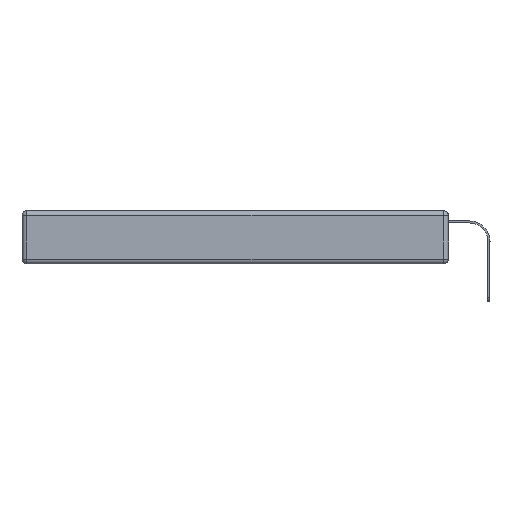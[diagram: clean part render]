
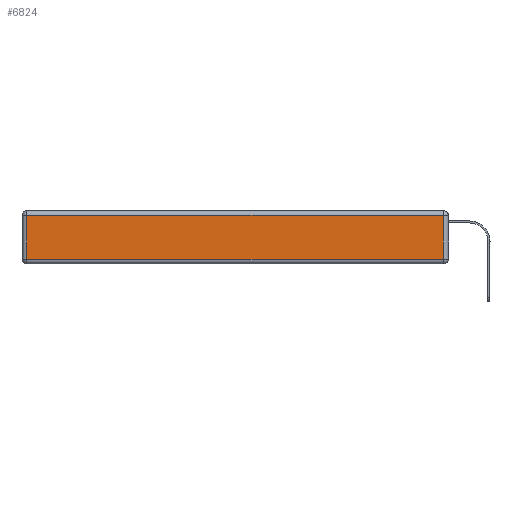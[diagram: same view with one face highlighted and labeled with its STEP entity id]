
A CAD part, left-side view. The second image highlights one B-rep face of the part: STEP entity #6824.
In plain terms, the highlighted planar face has unit normal (-1, 0, 0).
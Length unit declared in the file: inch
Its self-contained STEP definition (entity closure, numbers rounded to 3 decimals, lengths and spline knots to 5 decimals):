
#90 = DIRECTION ( 'NONE',  ( -1., 0., 0. ) ) ;
#724 = CARTESIAN_POINT ( 'NONE',  ( 0., 2.72, -0.343 ) ) ;
#1147 = EDGE_CURVE ( 'NONE', #11914, #7515, #7551, .T. ) ;
#1783 = ORIENTED_EDGE ( 'NONE', *, *, #9781, .T. ) ;
#3003 = CARTESIAN_POINT ( 'NONE',  ( 0., 0., -0.343 ) ) ;
#3222 = VERTEX_POINT ( 'NONE', #6389 ) ;
#3861 = CARTESIAN_POINT ( 'NONE',  ( 0., 0.03, -0.03 ) ) ;
#3953 = DIRECTION ( 'NONE',  ( 0., 0., 1. ) ) ;
#4600 = EDGE_LOOP ( 'NONE', ( #10268, #8838, #1783, #6287 ) ) ;
#5006 = LINE ( 'NONE', #12423, #9603 ) ;
#5384 = DIRECTION ( 'NONE',  ( 0., 0., -1. ) ) ;
#5389 = VERTEX_POINT ( 'NONE', #12215 ) ;
#5697 = EDGE_CURVE ( 'NONE', #5389, #11914, #9884, .T. ) ;
#6287 = ORIENTED_EDGE ( 'NONE', *, *, #7065, .T. ) ;
#6389 = CARTESIAN_POINT ( 'NONE',  ( 0., 2.72, -0.03 ) ) ;
#6824 = ADVANCED_FACE ( 'NONE', ( #8451 ), #9694, .T. ) ;
#7065 = EDGE_CURVE ( 'NONE', #3222, #5389, #7467, .T. ) ;
#7467 = LINE ( 'NONE', #724, #11974 ) ;
#7494 = DIRECTION ( 'NONE',  ( 0., 0., 1. ) ) ;
#7515 = VERTEX_POINT ( 'NONE', #3861 ) ;
#7551 = LINE ( 'NONE', #9580, #11595 ) ;
#7682 = DIRECTION ( 'NONE',  ( 0., 1., 0. ) ) ;
#7972 = DIRECTION ( 'NONE',  ( 0., -1., 0. ) ) ;
#8451 = FACE_OUTER_BOUND ( 'NONE', #4600, .T. ) ;
#8838 = ORIENTED_EDGE ( 'NONE', *, *, #1147, .T. ) ;
#8917 = CARTESIAN_POINT ( 'NONE',  ( 0., 0., -0.313 ) ) ;
#9362 = AXIS2_PLACEMENT_3D ( 'NONE', #3003, #90, #3953 ) ;
#9373 = VECTOR ( 'NONE', #7972, 39.37008 ) ;
#9580 = CARTESIAN_POINT ( 'NONE',  ( 0., 0.03, -0.343 ) ) ;
#9603 = VECTOR ( 'NONE', #7682, 39.37008 ) ;
#9694 = PLANE ( 'NONE',  #9362 ) ;
#9781 = EDGE_CURVE ( 'NONE', #7515, #3222, #5006, .T. ) ;
#9884 = LINE ( 'NONE', #8917, #9373 ) ;
#10268 = ORIENTED_EDGE ( 'NONE', *, *, #5697, .T. ) ;
#11470 = CARTESIAN_POINT ( 'NONE',  ( 0., 0.03, -0.313 ) ) ;
#11595 = VECTOR ( 'NONE', #7494, 39.37008 ) ;
#11914 = VERTEX_POINT ( 'NONE', #11470 ) ;
#11974 = VECTOR ( 'NONE', #5384, 39.37008 ) ;
#12215 = CARTESIAN_POINT ( 'NONE',  ( 0., 2.72, -0.313 ) ) ;
#12423 = CARTESIAN_POINT ( 'NONE',  ( 0., 2.75, -0.03 ) ) ;
